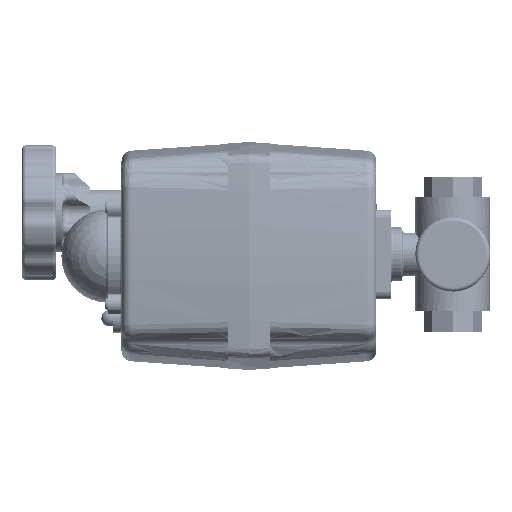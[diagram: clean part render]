
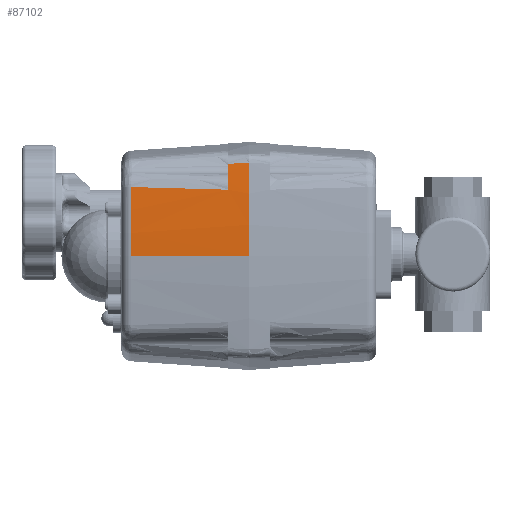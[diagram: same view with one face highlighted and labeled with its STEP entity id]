
A CAD part, left-side view. The second image highlights one B-rep face of the part: STEP entity #87102.
In plain terms, the highlighted conical face has half-angle 4 degrees and reference radius 403.75 mm.
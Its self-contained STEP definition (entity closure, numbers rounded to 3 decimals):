
#3712 = EDGE_CURVE ( 'NONE', #180627, #152435, #27029, .T. ) ;
#4241 = FACE_OUTER_BOUND ( 'NONE', #62082, .T. ) ;
#5473 = ORIENTED_EDGE ( 'NONE', *, *, #25336, .F. ) ;
#5784 = ORIENTED_EDGE ( 'NONE', *, *, #58334, .T. ) ;
#9158 = CARTESIAN_POINT ( 'NONE',  ( 70.968, -4.933, 0. ) ) ;
#11280 = EDGE_CURVE ( 'NONE', #45963, #179288, #153703, .T. ) ;
#15280 = EDGE_CURVE ( 'NONE', #110087, #45963, #165089, .T. ) ;
#15399 = CARTESIAN_POINT ( 'NONE',  ( 70.899, -4.998, 1.074 ) ) ;
#19000 = CARTESIAN_POINT ( 'NONE',  ( 71.52, -18.004, 10. ) ) ;
#19305 = CARTESIAN_POINT ( 'NONE',  ( 73.491, -50., 0. ) ) ;
#22863 = CIRCLE ( 'NONE', #26416, 403.051 ) ;
#25336 = EDGE_CURVE ( 'NONE', #81791, #110087, #22863, .T. ) ;
#26416 = AXIS2_PLACEMENT_3D ( 'NONE', #136159, #181197, #33442 ) ;
#27029 = CIRCLE ( 'NONE', #106750, 399.775 ) ;
#27969 = EDGE_CURVE ( 'NONE', #152435, #81791, #132006, .T. ) ;
#33380 = CARTESIAN_POINT ( 'NONE',  ( 70.19, -17.629, 28.529 ) ) ;
#33442 = DIRECTION ( 'NONE',  ( 1., 0., 0. ) ) ;
#39596 = CARTESIAN_POINT ( 'NONE',  ( 70.332, -5.542, 10. ) ) ;
#43841 = LINE ( 'NONE', #146508, #133150 ) ;
#45142 = CARTESIAN_POINT ( 'NONE',  ( 70.688, -5.201, 4.408 ) ) ;
#45963 = VERTEX_POINT ( 'NONE', #9158 ) ;
#49713 = CARTESIAN_POINT ( 'NONE',  ( 69.234, -17.26, 41.729 ) ) ;
#54978 = DIRECTION ( 'NONE',  ( 0., 0., -1. ) ) ;
#58334 = EDGE_CURVE ( 'NONE', #180627, #179288, #43841, .T. ) ;
#62082 = EDGE_LOOP ( 'NONE', ( #5784, #154892, #127073, #5473, #146504, #122283 ) ) ;
#62196 = CARTESIAN_POINT ( 'NONE',  ( 69.064, -17.186, 44.061 ) ) ;
#62793 = DIRECTION ( 'NONE',  ( 0., 0., -1. ) ) ;
#71704 = DIRECTION ( 'NONE',  ( 0.07, 0., -0.998 ) ) ;
#73945 = CARTESIAN_POINT ( 'NONE',  ( 70.934, -4.965, 0.537 ) ) ;
#74093 = CONICAL_SURFACE ( 'NONE', #135491, 403.75, 0.07 ) ;
#81791 = VERTEX_POINT ( 'NONE', #162830 ) ;
#87102 = ADVANCED_FACE ( 'NONE', ( #4241 ), #74093, .T. ) ;
#92017 = CARTESIAN_POINT ( 'NONE',  ( 69.955, -17.546, 31.776 ) ) ;
#95803 = CARTESIAN_POINT ( 'NONE',  ( 68.128, -16.723, 56.849 ) ) ;
#100174 = DIRECTION ( 'NONE',  ( 1., 0., 0. ) ) ;
#102800 = CARTESIAN_POINT ( 'NONE',  ( 70.51, -5.372, 7.204 ) ) ;
#106419 = CARTESIAN_POINT ( 'NONE',  ( 69.509, -17.374, 37.938 ) ) ;
#106750 = AXIS2_PLACEMENT_3D ( 'NONE', #123552, #155161, #139838 ) ;
#107954 = DIRECTION ( 'NONE',  ( 1., 0., 0. ) ) ;
#110087 = VERTEX_POINT ( 'NONE', #39596 ) ;
#122283 = ORIENTED_EDGE ( 'NONE', *, *, #3712, .F. ) ;
#123552 = CARTESIAN_POINT ( 'NONE',  ( -330.259, -50., 56.849 ) ) ;
#127073 = ORIENTED_EDGE ( 'NONE', *, *, #15280, .F. ) ;
#128901 = CARTESIAN_POINT ( 'NONE',  ( -330.259, -50., 0. ) ) ;
#132006 = B_SPLINE_CURVE_WITH_KNOTS ( 'NONE', 3,
 ( #95803, #154291, #135172, #62196, #49713, #106419, #164867, #92017, #33380, #150496, #166746, #19000 ),
 .UNSPECIFIED., .F., .F.,
 ( 4, 2, 2, 2, 2, 4 ),
 ( 17.956, 28.445, 35.464, 39.851, 49.619, 64.944 ),
 .UNSPECIFIED. ) ;
#133150 = VECTOR ( 'NONE', #71704, 1000. ) ;
#135172 = CARTESIAN_POINT ( 'NONE',  ( 68.639, -16.989, 49.879 ) ) ;
#135491 = AXIS2_PLACEMENT_3D ( 'NONE', #163593, #62793, #107954 ) ;
#136159 = CARTESIAN_POINT ( 'NONE',  ( -330.259, -50., 10. ) ) ;
#139838 = DIRECTION ( 'NONE',  ( 1., 0., 0. ) ) ;
#146504 = ORIENTED_EDGE ( 'NONE', *, *, #27969, .F. ) ;
#146508 = CARTESIAN_POINT ( 'NONE',  ( 73.491, -50., 0. ) ) ;
#146857 = CARTESIAN_POINT ( 'NONE',  ( 70.332, -5.542, 10. ) ) ;
#150496 = CARTESIAN_POINT ( 'NONE',  ( 70.79, -17.821, 20.189 ) ) ;
#150683 = AXIS2_PLACEMENT_3D ( 'NONE', #128901, #54978, #100174 ) ;
#152435 = VERTEX_POINT ( 'NONE', #176718 ) ;
#153703 = CIRCLE ( 'NONE', #150683, 403.75 ) ;
#154291 = CARTESIAN_POINT ( 'NONE',  ( 68.384, -16.862, 53.364 ) ) ;
#154892 = ORIENTED_EDGE ( 'NONE', *, *, #11280, .F. ) ;
#155161 = DIRECTION ( 'NONE',  ( 0., 0., 1. ) ) ;
#162205 = CARTESIAN_POINT ( 'NONE',  ( 70.968, -4.933, 0. ) ) ;
#162830 = CARTESIAN_POINT ( 'NONE',  ( 71.52, -18.004, 10. ) ) ;
#163593 = CARTESIAN_POINT ( 'NONE',  ( -330.259, -50., 0. ) ) ;
#164867 = CARTESIAN_POINT ( 'NONE',  ( 69.614, -17.416, 36.48 ) ) ;
#165089 = B_SPLINE_CURVE_WITH_KNOTS ( 'NONE', 3,
 ( #146857, #102800, #45142, #15399, #73945, #162205 ),
 .UNSPECIFIED., .F., .F.,
 ( 4, 2, 4 ),
 ( 5.022, 13.443, 15.06 ),
 .UNSPECIFIED. ) ;
#166746 = CARTESIAN_POINT ( 'NONE',  ( 71.156, -17.921, 15.095 ) ) ;
#176718 = CARTESIAN_POINT ( 'NONE',  ( 68.128, -16.723, 56.849 ) ) ;
#179288 = VERTEX_POINT ( 'NONE', #19305 ) ;
#180627 = VERTEX_POINT ( 'NONE', #182191 ) ;
#181197 = DIRECTION ( 'NONE',  ( 0., 0., 1. ) ) ;
#182191 = CARTESIAN_POINT ( 'NONE',  ( 69.516, -50., 56.849 ) ) ;
